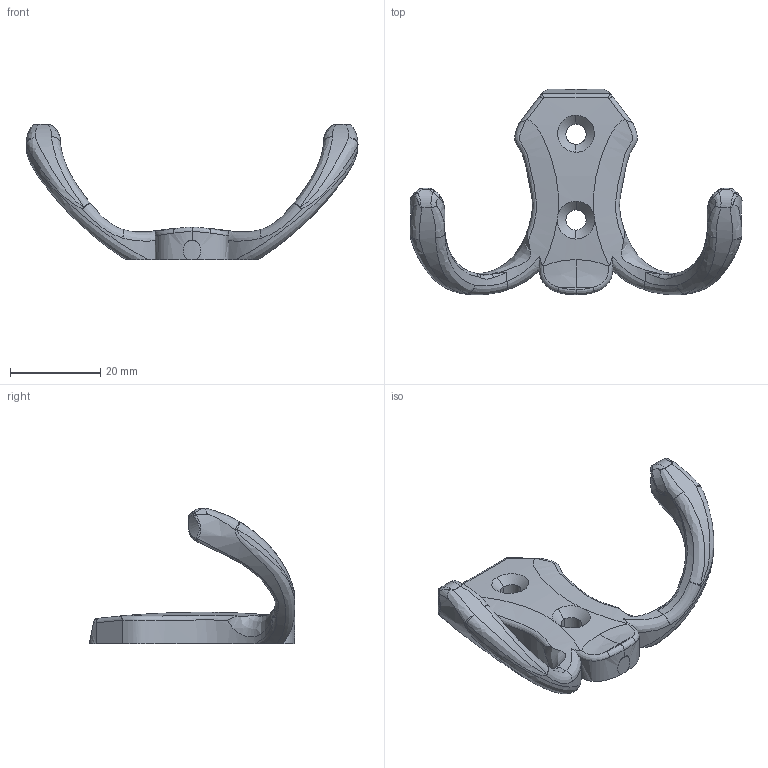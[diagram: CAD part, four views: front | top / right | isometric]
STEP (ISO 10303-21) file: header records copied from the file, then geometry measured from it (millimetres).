
FILE_DESCRIPTION (( 'STEP AP214' ), '1' );
FILE_NAME ('F002411,F002412,F002413,F002414,F002415,F002416,F002417,F002418_3D.step', '2022-07-07T08:09:08', ( '' ), ( '' ), 'SwSTEP 2.0', 'SolidWorks 2020', '' );
FILE_SCHEMA (( 'AUTOMOTIVE_DESIGN' ));
Length unit declared in the file: millimetre
Products named in the file (1): F002411,F002412,F002413,F002414,F002415,F002416,F002417,F002418_3D
Bounding box: 73.61 x 45.6 x 30.11 mm (x, y, z)
Volume: 9095.1 mm3; surface area: 4716.7 mm2
Topology: 1 solids, 1 shells, 148 faces, 381 edges, 228 vertices
Faces by surface type: bspline 126, cylinder 12, sphere 6, plane 4
Entity records: 15094 total; most frequent: CARTESIAN_POINT 10865, ORIENTED_EDGE 750, EDGE_CURVE 375, B_SPLINE_CURVE_WITH_KNOTS 277, VERTEX_POINT 228, DIRECTION 202, UNCERTAINTY_MEASURE_WITH_UNIT 151, EDGE_LOOP 151
